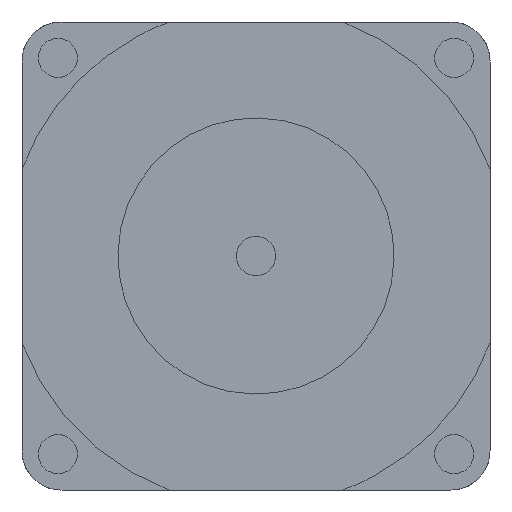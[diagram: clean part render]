
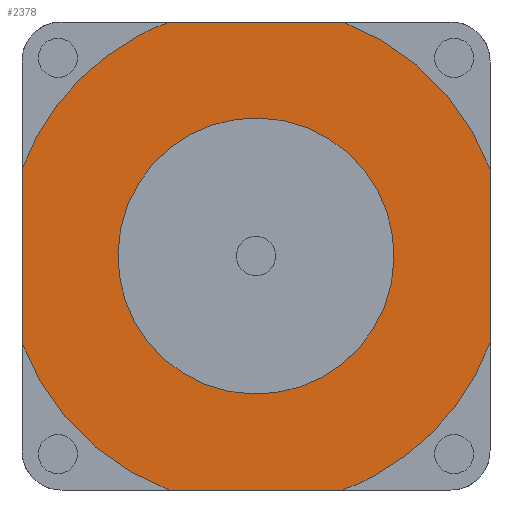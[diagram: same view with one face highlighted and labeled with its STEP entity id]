
A CAD part, front view. The second image highlights one B-rep face of the part: STEP entity #2378.
In plain terms, the highlighted planar face has unit normal (0, -1, 0).
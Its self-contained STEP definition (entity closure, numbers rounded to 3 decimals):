
#2306=AXIS2_PLACEMENT_3D('Circle Axis2P3D',#2304,#2305,$) ;
#2319=AXIS2_PLACEMENT_3D('Plane Axis2P3D',#2316,#2317,#2318) ;
#2323=AXIS2_PLACEMENT_3D('Circle Axis2P3D',#2321,#2322,$) ;
#2328=AXIS2_PLACEMENT_3D('Circle Axis2P3D',#2326,#2327,$) ;
#2333=AXIS2_PLACEMENT_3D('Circle Axis2P3D',#2331,#2332,$) ;
#2338=AXIS2_PLACEMENT_3D('Circle Axis2P3D',#2336,#2337,$) ;
#2345=AXIS2_PLACEMENT_3D('Circle Axis2P3D',#2343,#2344,$) ;
#2362=AXIS2_PLACEMENT_3D('Circle Axis2P3D',#2360,#2361,$) ;
#2371=AXIS2_PLACEMENT_3D('Circle Axis2P3D',#2369,#2370,$) ;
#1749=CARTESIAN_POINT('Vertex',(-2.227,0.2,6.)) ;
#1752=CARTESIAN_POINT('Line Origine',(0.,0.2,6.)) ;
#1756=CARTESIAN_POINT('Vertex',(2.227,0.2,6.)) ;
#1874=CARTESIAN_POINT('Vertex',(6.,0.2,2.227)) ;
#1877=CARTESIAN_POINT('Line Origine',(6.,0.2,0.)) ;
#1881=CARTESIAN_POINT('Vertex',(6.,0.2,-2.227)) ;
#1976=CARTESIAN_POINT('Vertex',(2.227,0.2,-6.)) ;
#1979=CARTESIAN_POINT('Line Origine',(0.,0.2,-6.)) ;
#1983=CARTESIAN_POINT('Vertex',(-2.227,0.2,-6.)) ;
#2101=CARTESIAN_POINT('Vertex',(-6.,0.2,-2.227)) ;
#2104=CARTESIAN_POINT('Line Origine',(-6.,0.2,0.)) ;
#2108=CARTESIAN_POINT('Vertex',(-6.,0.2,2.227)) ;
#2301=CARTESIAN_POINT('Vertex',(-3.068,0.2,5.617)) ;
#2304=CARTESIAN_POINT('Axis2P3D Location',(0.,0.2,0.)) ;
#2316=CARTESIAN_POINT('Axis2P3D Location',(0.,0.2,6.4)) ;
#2321=CARTESIAN_POINT('Axis2P3D Location',(0.,0.2,0.)) ;
#2326=CARTESIAN_POINT('Axis2P3D Location',(0.,0.2,0.)) ;
#2331=CARTESIAN_POINT('Axis2P3D Location',(0.,0.2,0.)) ;
#2336=CARTESIAN_POINT('Axis2P3D Location',(0.,0.2,0.)) ;
#2340=CARTESIAN_POINT('Vertex',(3.068,0.2,-5.617)) ;
#2343=CARTESIAN_POINT('Axis2P3D Location',(0.,0.2,0.)) ;
#2360=CARTESIAN_POINT('Axis2P3D Location',(0.,0.2,0.)) ;
#2364=CARTESIAN_POINT('Vertex',(-1.697,0.2,3.107)) ;
#2366=CARTESIAN_POINT('Vertex',(1.697,0.2,-3.107)) ;
#2369=CARTESIAN_POINT('Axis2P3D Location',(0.,0.2,0.)) ;
#1753=DIRECTION('Vector Direction',(1.,0.,0.)) ;
#1878=DIRECTION('Vector Direction',(0.,0.,-1.)) ;
#1980=DIRECTION('Vector Direction',(-1.,0.,0.)) ;
#2105=DIRECTION('Vector Direction',(0.,0.,1.)) ;
#2305=DIRECTION('Axis2P3D Direction',(0.,-1.,0.)) ;
#2317=DIRECTION('Axis2P3D Direction',(0.,-1.,0.)) ;
#2318=DIRECTION('Axis2P3D XDirection',(1.,0.,0.)) ;
#2322=DIRECTION('Axis2P3D Direction',(0.,-1.,0.)) ;
#2327=DIRECTION('Axis2P3D Direction',(0.,-1.,0.)) ;
#2332=DIRECTION('Axis2P3D Direction',(0.,-1.,0.)) ;
#2337=DIRECTION('Axis2P3D Direction',(0.,-1.,0.)) ;
#2344=DIRECTION('Axis2P3D Direction',(0.,-1.,0.)) ;
#2361=DIRECTION('Axis2P3D Direction',(0.,-1.,0.)) ;
#2370=DIRECTION('Axis2P3D Direction',(0.,-1.,0.)) ;
#1754=VECTOR('Line Direction',#1753,1.) ;
#1879=VECTOR('Line Direction',#1878,1.) ;
#1981=VECTOR('Line Direction',#1980,1.) ;
#2106=VECTOR('Line Direction',#2105,1.) ;
#2349=ORIENTED_EDGE('',*,*,#2325,.T.) ;
#2350=ORIENTED_EDGE('',*,*,#1758,.F.) ;
#2351=ORIENTED_EDGE('',*,*,#2308,.T.) ;
#2352=ORIENTED_EDGE('',*,*,#2330,.T.) ;
#2353=ORIENTED_EDGE('',*,*,#2110,.F.) ;
#2354=ORIENTED_EDGE('',*,*,#2335,.T.) ;
#2355=ORIENTED_EDGE('',*,*,#1985,.F.) ;
#2356=ORIENTED_EDGE('',*,*,#2342,.T.) ;
#2357=ORIENTED_EDGE('',*,*,#2347,.T.) ;
#2358=ORIENTED_EDGE('',*,*,#1883,.F.) ;
#2375=ORIENTED_EDGE('',*,*,#2368,.F.) ;
#2376=ORIENTED_EDGE('',*,*,#2373,.F.) ;
#2377=FACE_BOUND('',#2374,.T.) ;
#2378=ADVANCED_FACE('',(#2359,#2377),#2320,.T.) ;
#2307=CIRCLE('generated circle',#2306,6.4) ;
#2324=CIRCLE('generated circle',#2323,6.4) ;
#2329=CIRCLE('generated circle',#2328,6.4) ;
#2334=CIRCLE('generated circle',#2333,6.4) ;
#2339=CIRCLE('generated circle',#2338,6.4) ;
#2346=CIRCLE('generated circle',#2345,6.4) ;
#2363=CIRCLE('generated circle',#2362,3.54) ;
#2372=CIRCLE('generated circle',#2371,3.54) ;
#1758=EDGE_CURVE('',#1750,#1757,#1755,.T.) ;
#1883=EDGE_CURVE('',#1875,#1882,#1880,.T.) ;
#1985=EDGE_CURVE('',#1977,#1984,#1982,.T.) ;
#2110=EDGE_CURVE('',#2102,#2109,#2107,.T.) ;
#2308=EDGE_CURVE('',#1750,#2302,#2307,.T.) ;
#2325=EDGE_CURVE('',#1875,#1757,#2324,.T.) ;
#2330=EDGE_CURVE('',#2302,#2109,#2329,.T.) ;
#2335=EDGE_CURVE('',#2102,#1984,#2334,.T.) ;
#2342=EDGE_CURVE('',#1977,#2341,#2339,.T.) ;
#2347=EDGE_CURVE('',#2341,#1882,#2346,.T.) ;
#2368=EDGE_CURVE('',#2365,#2367,#2363,.T.) ;
#2373=EDGE_CURVE('',#2367,#2365,#2372,.T.) ;
#2348=EDGE_LOOP('',(#2349,#2350,#2351,#2352,#2353,#2354,#2355,#2356,#2357,#2358)) ;
#2374=EDGE_LOOP('',(#2375,#2376)) ;
#2359=FACE_OUTER_BOUND('',#2348,.T.) ;
#1755=LINE('Line',#1752,#1754) ;
#1880=LINE('Line',#1877,#1879) ;
#1982=LINE('Line',#1979,#1981) ;
#2107=LINE('Line',#2104,#2106) ;
#2320=PLANE('Plane',#2319) ;
#1750=VERTEX_POINT('',#1749) ;
#1757=VERTEX_POINT('',#1756) ;
#1875=VERTEX_POINT('',#1874) ;
#1882=VERTEX_POINT('',#1881) ;
#1977=VERTEX_POINT('',#1976) ;
#1984=VERTEX_POINT('',#1983) ;
#2102=VERTEX_POINT('',#2101) ;
#2109=VERTEX_POINT('',#2108) ;
#2302=VERTEX_POINT('',#2301) ;
#2341=VERTEX_POINT('',#2340) ;
#2365=VERTEX_POINT('',#2364) ;
#2367=VERTEX_POINT('',#2366) ;
